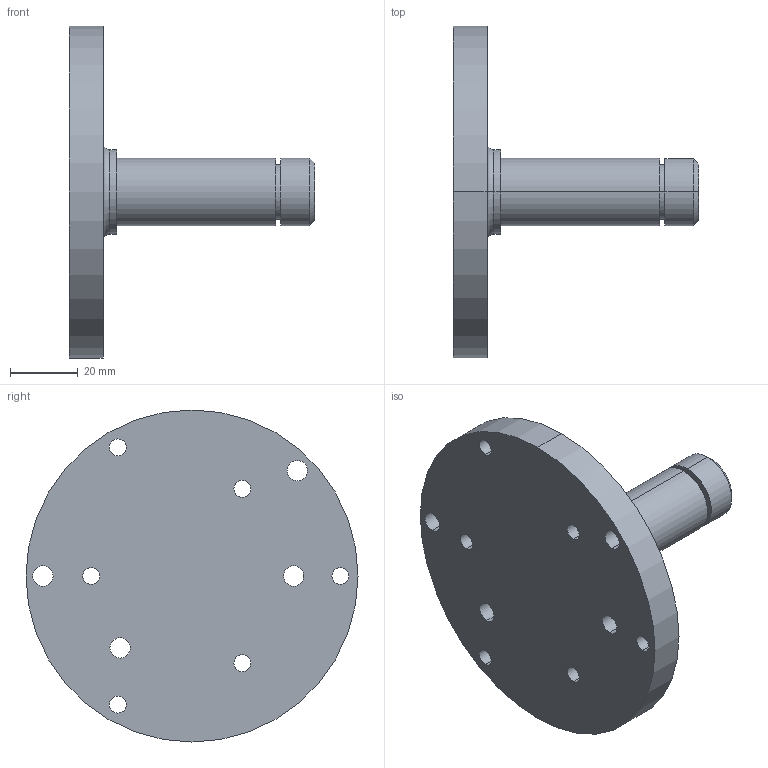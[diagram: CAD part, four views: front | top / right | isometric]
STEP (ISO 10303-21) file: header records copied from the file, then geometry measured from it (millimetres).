
FILE_DESCRIPTION (( 'STEP AP203' ), '1' );
FILE_NAME ('AXE_M300-010_Défaut_sldprt.STEP', '2017-12-12T20:31:31', ( '' ), ( '' ), 'SwSTEP 2.0', 'SolidWorks 2016', '' );
FILE_SCHEMA (( 'CONFIG_CONTROL_DESIGN' ));
Length unit declared in the file: millimetre
Products named in the file (1): AXE_M300-010_Défaut_sldprt
Bounding box: 72.5 x 98 x 98 mm (x, y, z)
Volume: 93232.3 mm3; surface area: 23482.9 mm2
Topology: 1 solids, 1 shells, 46 faces, 117 edges, 76 vertices
Faces by surface type: cylinder 31, plane 10, cone 3, torus 2
Entity records: 1543 total; most frequent: DIRECTION 280, CARTESIAN_POINT 246, ORIENTED_EDGE 234, AXIS2_PLACEMENT_3D 118, EDGE_CURVE 117, VERTEX_POINT 76, CIRCLE 71, EDGE_LOOP 69
